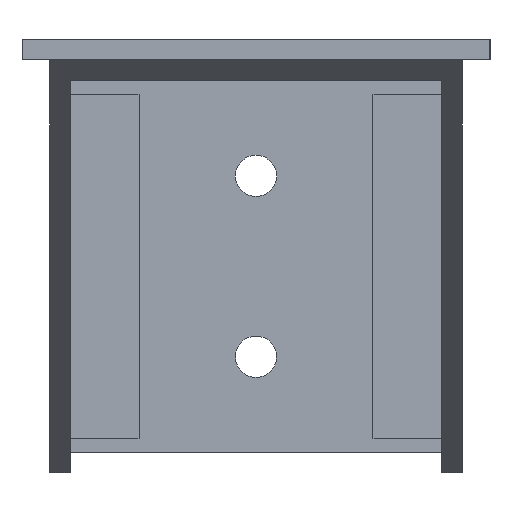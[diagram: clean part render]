
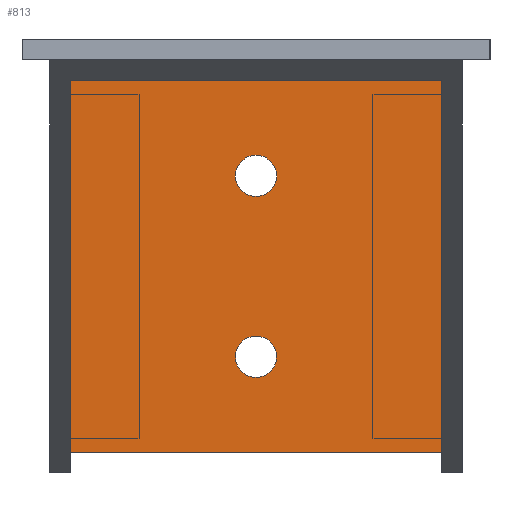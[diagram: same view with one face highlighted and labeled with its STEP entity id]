
A CAD part, left-side view. The second image highlights one B-rep face of the part: STEP entity #813.
In plain terms, the highlighted planar face has unit normal (-1, 0, 0).
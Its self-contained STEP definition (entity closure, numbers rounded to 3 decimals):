
#456 = VERTEX_POINT('',#457);
#457 = CARTESIAN_POINT('',(-30.,-27.,27.));
#464 = PLANE('',#465);
#465 = AXIS2_PLACEMENT_3D('',#466,#467,#468);
#466 = CARTESIAN_POINT('',(-27.,-27.,27.));
#467 = DIRECTION('',(0.,0.,1.));
#468 = DIRECTION('',(0.,-1.,0.));
#476 = PLANE('',#477);
#477 = AXIS2_PLACEMENT_3D('',#478,#479,#480);
#478 = CARTESIAN_POINT('',(-27.,-27.,-27.));
#479 = DIRECTION('',(0.,-1.,0.));
#480 = DIRECTION('',(0.,0.,-1.));
#488 = EDGE_CURVE('',#456,#489,#491,.T.);
#489 = VERTEX_POINT('',#490);
#490 = CARTESIAN_POINT('',(-30.,27.,27.));
#491 = SURFACE_CURVE('',#492,(#496,#503),.PCURVE_S1.);
#492 = LINE('',#493,#494);
#493 = CARTESIAN_POINT('',(-30.,-27.,27.));
#494 = VECTOR('',#495,1.);
#495 = DIRECTION('',(0.,1.,0.));
#496 = PCURVE('',#464,#497);
#497 = DEFINITIONAL_REPRESENTATION('',(#498),#502);
#498 = LINE('',#499,#500);
#499 = CARTESIAN_POINT('',(0.,-3.));
#500 = VECTOR('',#501,1.);
#501 = DIRECTION('',(-1.,0.));
#502 = ( GEOMETRIC_REPRESENTATION_CONTEXT(2) 
PARAMETRIC_REPRESENTATION_CONTEXT() REPRESENTATION_CONTEXT('2D SPACE',''
  ) );
#503 = PCURVE('',#504,#509);
#504 = PLANE('',#505);
#505 = AXIS2_PLACEMENT_3D('',#506,#507,#508);
#506 = CARTESIAN_POINT('',(-30.,-27.,27.));
#507 = DIRECTION('',(-1.,0.,0.));
#508 = DIRECTION('',(0.,0.,-1.));
#509 = DEFINITIONAL_REPRESENTATION('',(#510),#514);
#510 = LINE('',#511,#512);
#511 = CARTESIAN_POINT('',(0.,0.));
#512 = VECTOR('',#513,1.);
#513 = DIRECTION('',(0.,-1.));
#514 = ( GEOMETRIC_REPRESENTATION_CONTEXT(2) 
PARAMETRIC_REPRESENTATION_CONTEXT() REPRESENTATION_CONTEXT('2D SPACE',''
  ) );
#532 = PLANE('',#533);
#533 = AXIS2_PLACEMENT_3D('',#534,#535,#536);
#534 = CARTESIAN_POINT('',(-27.,27.,27.));
#535 = DIRECTION('',(0.,1.,0.));
#536 = DIRECTION('',(0.,0.,1.));
#576 = VERTEX_POINT('',#577);
#577 = CARTESIAN_POINT('',(-30.,-27.,-27.));
#591 = PLANE('',#592);
#592 = AXIS2_PLACEMENT_3D('',#593,#594,#595);
#593 = CARTESIAN_POINT('',(-27.,27.,-27.));
#594 = DIRECTION('',(0.,0.,-1.));
#595 = DIRECTION('',(0.,1.,0.));
#603 = EDGE_CURVE('',#576,#456,#604,.T.);
#604 = SURFACE_CURVE('',#605,(#609,#616),.PCURVE_S1.);
#605 = LINE('',#606,#607);
#606 = CARTESIAN_POINT('',(-30.,-27.,-27.));
#607 = VECTOR('',#608,1.);
#608 = DIRECTION('',(0.,0.,1.));
#609 = PCURVE('',#476,#610);
#610 = DEFINITIONAL_REPRESENTATION('',(#611),#615);
#611 = LINE('',#612,#613);
#612 = CARTESIAN_POINT('',(0.,-3.));
#613 = VECTOR('',#614,1.);
#614 = DIRECTION('',(-1.,0.));
#615 = ( GEOMETRIC_REPRESENTATION_CONTEXT(2) 
PARAMETRIC_REPRESENTATION_CONTEXT() REPRESENTATION_CONTEXT('2D SPACE',''
  ) );
#616 = PCURVE('',#504,#617);
#617 = DEFINITIONAL_REPRESENTATION('',(#618),#622);
#618 = LINE('',#619,#620);
#619 = CARTESIAN_POINT('',(54.,0.));
#620 = VECTOR('',#621,1.);
#621 = DIRECTION('',(-1.,0.));
#622 = ( GEOMETRIC_REPRESENTATION_CONTEXT(2) 
PARAMETRIC_REPRESENTATION_CONTEXT() REPRESENTATION_CONTEXT('2D SPACE',''
  ) );
#650 = EDGE_CURVE('',#489,#651,#653,.T.);
#651 = VERTEX_POINT('',#652);
#652 = CARTESIAN_POINT('',(-30.,27.,-27.));
#653 = SURFACE_CURVE('',#654,(#658,#665),.PCURVE_S1.);
#654 = LINE('',#655,#656);
#655 = CARTESIAN_POINT('',(-30.,27.,27.));
#656 = VECTOR('',#657,1.);
#657 = DIRECTION('',(0.,0.,-1.));
#658 = PCURVE('',#532,#659);
#659 = DEFINITIONAL_REPRESENTATION('',(#660),#664);
#660 = LINE('',#661,#662);
#661 = CARTESIAN_POINT('',(0.,-3.));
#662 = VECTOR('',#663,1.);
#663 = DIRECTION('',(-1.,0.));
#664 = ( GEOMETRIC_REPRESENTATION_CONTEXT(2) 
PARAMETRIC_REPRESENTATION_CONTEXT() REPRESENTATION_CONTEXT('2D SPACE',''
  ) );
#665 = PCURVE('',#504,#666);
#666 = DEFINITIONAL_REPRESENTATION('',(#667),#671);
#667 = LINE('',#668,#669);
#668 = CARTESIAN_POINT('',(0.,-54.));
#669 = VECTOR('',#670,1.);
#670 = DIRECTION('',(1.,0.));
#671 = ( GEOMETRIC_REPRESENTATION_CONTEXT(2) 
PARAMETRIC_REPRESENTATION_CONTEXT() REPRESENTATION_CONTEXT('2D SPACE',''
  ) );
#767 = CYLINDRICAL_SURFACE('',#768,3.);
#768 = AXIS2_PLACEMENT_3D('',#769,#770,#771);
#769 = CARTESIAN_POINT('',(-30.,0.,-13.145));
#770 = DIRECTION('',(-1.,0.,0.));
#771 = DIRECTION('',(0.,1.,0.));
#802 = CYLINDRICAL_SURFACE('',#803,3.);
#803 = AXIS2_PLACEMENT_3D('',#804,#805,#806);
#804 = CARTESIAN_POINT('',(-30.,0.,13.145));
#805 = DIRECTION('',(-1.,0.,0.));
#806 = DIRECTION('',(0.,1.,0.));
#813 = ADVANCED_FACE('',(#814,#840,#870),#504,.T.);
#814 = FACE_BOUND('',#815,.F.);
#815 = EDGE_LOOP('',(#816,#817,#818,#839));
#816 = ORIENTED_EDGE('',*,*,#488,.F.);
#817 = ORIENTED_EDGE('',*,*,#603,.F.);
#818 = ORIENTED_EDGE('',*,*,#819,.F.);
#819 = EDGE_CURVE('',#651,#576,#820,.T.);
#820 = SURFACE_CURVE('',#821,(#825,#832),.PCURVE_S1.);
#821 = LINE('',#822,#823);
#822 = CARTESIAN_POINT('',(-30.,27.,-27.));
#823 = VECTOR('',#824,1.);
#824 = DIRECTION('',(0.,-1.,0.));
#825 = PCURVE('',#504,#826);
#826 = DEFINITIONAL_REPRESENTATION('',(#827),#831);
#827 = LINE('',#828,#829);
#828 = CARTESIAN_POINT('',(54.,-54.));
#829 = VECTOR('',#830,1.);
#830 = DIRECTION('',(0.,1.));
#831 = ( GEOMETRIC_REPRESENTATION_CONTEXT(2) 
PARAMETRIC_REPRESENTATION_CONTEXT() REPRESENTATION_CONTEXT('2D SPACE',''
  ) );
#832 = PCURVE('',#591,#833);
#833 = DEFINITIONAL_REPRESENTATION('',(#834),#838);
#834 = LINE('',#835,#836);
#835 = CARTESIAN_POINT('',(0.,-3.));
#836 = VECTOR('',#837,1.);
#837 = DIRECTION('',(-1.,0.));
#838 = ( GEOMETRIC_REPRESENTATION_CONTEXT(2) 
PARAMETRIC_REPRESENTATION_CONTEXT() REPRESENTATION_CONTEXT('2D SPACE',''
  ) );
#839 = ORIENTED_EDGE('',*,*,#650,.F.);
#840 = FACE_BOUND('',#841,.F.);
#841 = EDGE_LOOP('',(#842));
#842 = ORIENTED_EDGE('',*,*,#843,.F.);
#843 = EDGE_CURVE('',#844,#844,#846,.T.);
#844 = VERTEX_POINT('',#845);
#845 = CARTESIAN_POINT('',(-30.,3.,-13.145));
#846 = SURFACE_CURVE('',#847,(#852,#863),.PCURVE_S1.);
#847 = CIRCLE('',#848,3.);
#848 = AXIS2_PLACEMENT_3D('',#849,#850,#851);
#849 = CARTESIAN_POINT('',(-30.,0.,-13.145));
#850 = DIRECTION('',(1.,0.,0.));
#851 = DIRECTION('',(0.,1.,0.));
#852 = PCURVE('',#504,#853);
#853 = DEFINITIONAL_REPRESENTATION('',(#854),#862);
#854 = ( BOUNDED_CURVE() B_SPLINE_CURVE(2,(#855,#856,#857,#858,#859,#860
,#861),.UNSPECIFIED.,.F.,.F.) B_SPLINE_CURVE_WITH_KNOTS((1,2,2,2,2,1),(
    -2.094,0.,2.094,4.189,6.283,
8.378),.UNSPECIFIED.) CURVE() GEOMETRIC_REPRESENTATION_ITEM() 
RATIONAL_B_SPLINE_CURVE((1.,0.5,1.,0.5,1.,0.5,1.)) REPRESENTATION_ITEM(
  '') );
#855 = CARTESIAN_POINT('',(40.145,-30.));
#856 = CARTESIAN_POINT('',(34.948,-30.));
#857 = CARTESIAN_POINT('',(37.547,-25.5));
#858 = CARTESIAN_POINT('',(40.145,-21.));
#859 = CARTESIAN_POINT('',(42.743,-25.5));
#860 = CARTESIAN_POINT('',(45.341,-30.));
#861 = CARTESIAN_POINT('',(40.145,-30.));
#862 = ( GEOMETRIC_REPRESENTATION_CONTEXT(2) 
PARAMETRIC_REPRESENTATION_CONTEXT() REPRESENTATION_CONTEXT('2D SPACE',''
  ) );
#863 = PCURVE('',#767,#864);
#864 = DEFINITIONAL_REPRESENTATION('',(#865),#869);
#865 = LINE('',#866,#867);
#866 = CARTESIAN_POINT('',(-0.,0.));
#867 = VECTOR('',#868,1.);
#868 = DIRECTION('',(-1.,0.));
#869 = ( GEOMETRIC_REPRESENTATION_CONTEXT(2) 
PARAMETRIC_REPRESENTATION_CONTEXT() REPRESENTATION_CONTEXT('2D SPACE',''
  ) );
#870 = FACE_BOUND('',#871,.F.);
#871 = EDGE_LOOP('',(#872));
#872 = ORIENTED_EDGE('',*,*,#873,.F.);
#873 = EDGE_CURVE('',#874,#874,#876,.T.);
#874 = VERTEX_POINT('',#875);
#875 = CARTESIAN_POINT('',(-30.,3.,13.145));
#876 = SURFACE_CURVE('',#877,(#882,#893),.PCURVE_S1.);
#877 = CIRCLE('',#878,3.);
#878 = AXIS2_PLACEMENT_3D('',#879,#880,#881);
#879 = CARTESIAN_POINT('',(-30.,0.,13.145));
#880 = DIRECTION('',(1.,0.,0.));
#881 = DIRECTION('',(0.,1.,0.));
#882 = PCURVE('',#504,#883);
#883 = DEFINITIONAL_REPRESENTATION('',(#884),#892);
#884 = ( BOUNDED_CURVE() B_SPLINE_CURVE(2,(#885,#886,#887,#888,#889,#890
,#891),.UNSPECIFIED.,.T.,.F.) B_SPLINE_CURVE_WITH_KNOTS((1,2,2,2,2,1),(
    -2.094,0.,2.094,4.189,6.283,
8.378),.UNSPECIFIED.) CURVE() GEOMETRIC_REPRESENTATION_ITEM() 
RATIONAL_B_SPLINE_CURVE((1.,0.5,1.,0.5,1.,0.5,1.)) REPRESENTATION_ITEM(
  '') );
#885 = CARTESIAN_POINT('',(13.855,-30.));
#886 = CARTESIAN_POINT('',(8.659,-30.));
#887 = CARTESIAN_POINT('',(11.257,-25.5));
#888 = CARTESIAN_POINT('',(13.855,-21.));
#889 = CARTESIAN_POINT('',(16.453,-25.5));
#890 = CARTESIAN_POINT('',(19.052,-30.));
#891 = CARTESIAN_POINT('',(13.855,-30.));
#892 = ( GEOMETRIC_REPRESENTATION_CONTEXT(2) 
PARAMETRIC_REPRESENTATION_CONTEXT() REPRESENTATION_CONTEXT('2D SPACE',''
  ) );
#893 = PCURVE('',#802,#894);
#894 = DEFINITIONAL_REPRESENTATION('',(#895),#899);
#895 = LINE('',#896,#897);
#896 = CARTESIAN_POINT('',(-0.,0.));
#897 = VECTOR('',#898,1.);
#898 = DIRECTION('',(-1.,0.));
#899 = ( GEOMETRIC_REPRESENTATION_CONTEXT(2) 
PARAMETRIC_REPRESENTATION_CONTEXT() REPRESENTATION_CONTEXT('2D SPACE',''
  ) );
